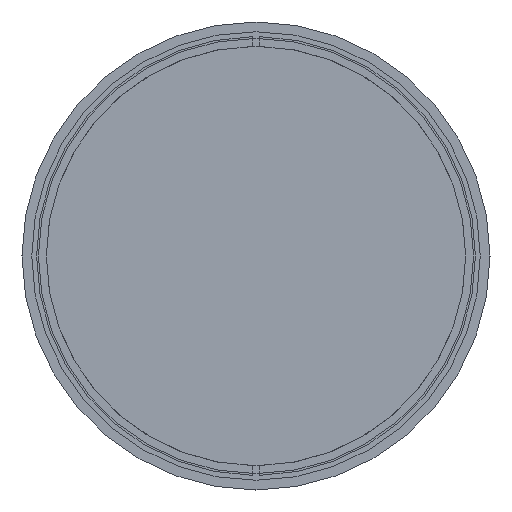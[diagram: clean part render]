
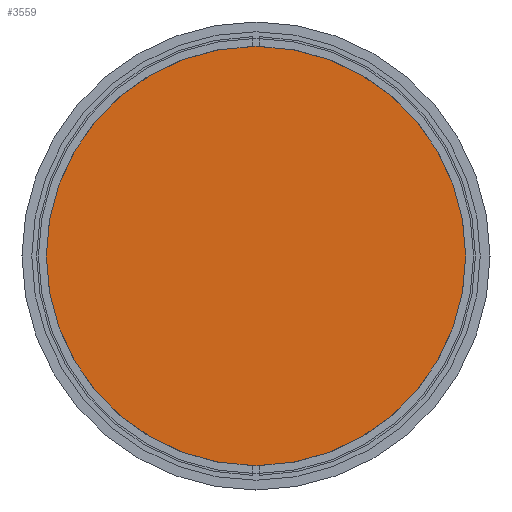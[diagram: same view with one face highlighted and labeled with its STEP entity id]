
A CAD part, left-side view. The second image highlights one B-rep face of the part: STEP entity #3559.
In plain terms, the highlighted planar face has unit normal (-1, 0, 0).
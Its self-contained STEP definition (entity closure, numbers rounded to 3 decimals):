
#17 = EDGE_LOOP ( 'NONE', ( #1252, #1841 ) ) ;
#524 = AXIS2_PLACEMENT_3D ( 'NONE', #2155, #2426, #3049 ) ;
#610 = CIRCLE ( 'NONE', #524, 43.788 ) ;
#636 = DIRECTION ( 'NONE',  ( 0., 0., -1. ) ) ;
#755 = AXIS2_PLACEMENT_3D ( 'NONE', #3572, #1359, #876 ) ;
#876 = DIRECTION ( 'NONE',  ( 0., 0., 1. ) ) ;
#1076 = CIRCLE ( 'NONE', #755, 43.788 ) ;
#1252 = ORIENTED_EDGE ( 'NONE', *, *, #2116, .T. ) ;
#1359 = DIRECTION ( 'NONE',  ( -1., 0., 0. ) ) ;
#1463 = PLANE ( 'NONE',  #3241 ) ;
#1497 = CARTESIAN_POINT ( 'NONE',  ( 0., 0., 43.788 ) ) ;
#1841 = ORIENTED_EDGE ( 'NONE', *, *, #2130, .T. ) ;
#1956 = FACE_OUTER_BOUND ( 'NONE', #17, .T. ) ;
#2116 = EDGE_CURVE ( 'NONE', #2351, #2311, #1076, .T. ) ;
#2130 = EDGE_CURVE ( 'NONE', #2311, #2351, #610, .T. ) ;
#2155 = CARTESIAN_POINT ( 'NONE',  ( 0., 0., 0. ) ) ;
#2267 = DIRECTION ( 'NONE',  ( 1., 0., 0. ) ) ;
#2311 = VERTEX_POINT ( 'NONE', #2585 ) ;
#2351 = VERTEX_POINT ( 'NONE', #1497 ) ;
#2426 = DIRECTION ( 'NONE',  ( -1., 0., 0. ) ) ;
#2585 = CARTESIAN_POINT ( 'NONE',  ( 0., 0., -43.788 ) ) ;
#3049 = DIRECTION ( 'NONE',  ( 0., 0., 1. ) ) ;
#3110 = CARTESIAN_POINT ( 'NONE',  ( 0., 0., 0. ) ) ;
#3241 = AXIS2_PLACEMENT_3D ( 'NONE', #3110, #2267, #636 ) ;
#3559 = ADVANCED_FACE ( 'NONE', ( #1956 ), #1463, .F. ) ;
#3572 = CARTESIAN_POINT ( 'NONE',  ( 0., 0., 0. ) ) ;
